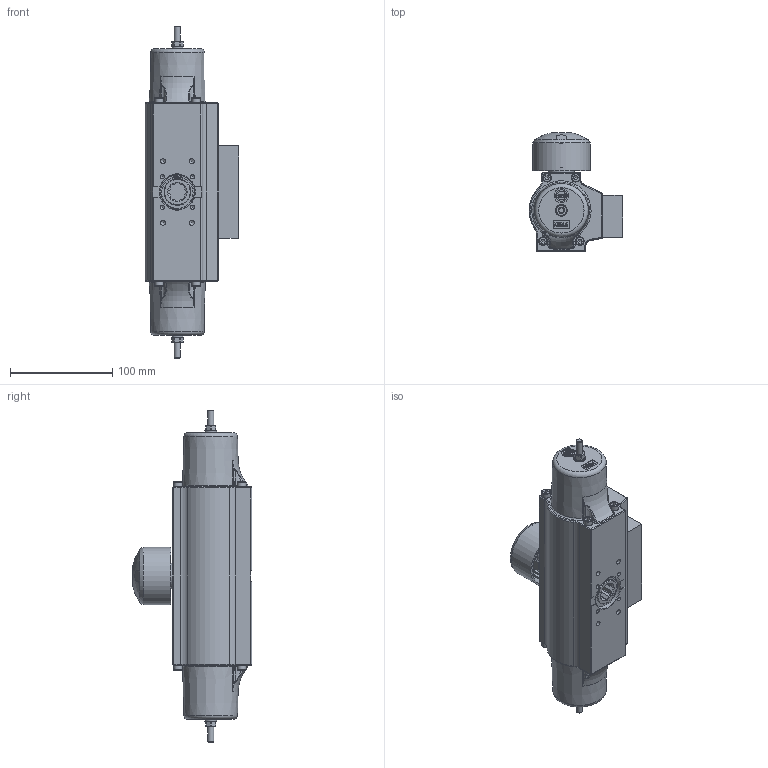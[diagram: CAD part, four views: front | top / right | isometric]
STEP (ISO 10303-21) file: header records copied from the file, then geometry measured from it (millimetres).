
FILE_DESCRIPTION(/* description */ ('','CAx-IF Rec.Pracs.---Representation and Presentation of Product Manufacturing Information (PMI)---3.8---2014-02-18'),/* implementation_level */ '2;1');
FILE_NAME(/* name */ 'EB 5.1 SYS F04.stp',/* time_stamp */ '2018-10-16T09:13:46+02:00',/* author */ ('hellwig'),/* organization */ (''),/* preprocessor_version */ 'ST-DEVELOPER v16.5',/* originating_system */ 'Autodesk Inventor 2017',/* authorisation */ '');
FILE_SCHEMA (('AP242_MANAGED_MODEL_BASED_3D_ENGINEERING_MIM_LF { 1 0 10303 442 1 1 4 }'));
Length unit declared in the file: millimetre
Products named in the file (1): M48275
Bounding box: 91.5 x 116.5 x 324 mm (x, y, z)
Volume: 529913.2 mm3; surface area: 192956.7 mm2
Topology: 1 solids, 33 shells, 1921 faces, 4976 edges, 3151 vertices
Faces by surface type: plane 997, cylinder 410, bspline 225, cone 129, torus 84, sphere 76
Full cylindrical faces by diameter (mm): 1.7 x2, 2 x10, 3 x4, 4 x4, 4.134 x20, 4.2 x1, 4.917 x7, 5 x11, 5.5 x9, 6 x8, 6.6 x2, 8.5 x8, 9 x4, 10 x4, 10.295 x2, 11 x2, 11.3 x2, 11.4 x2, 11.445 x2, 13.2 x1, 13.5 x1, 14 x4, 14.2 x1, 16.5 x1, 17.2 x2, 17.5 x1, 20 x1, 21 x1, 24 x1, 24.8 x1
Entity records: 63386 total; most frequent: CARTESIAN_POINT 17723, ORIENTED_EDGE 9012, DIRECTION 8600, EDGE_CURVE 4506, AXIS2_PLACEMENT_3D 3034, VERTEX_POINT 2997, LINE 2532, VECTOR 2532
